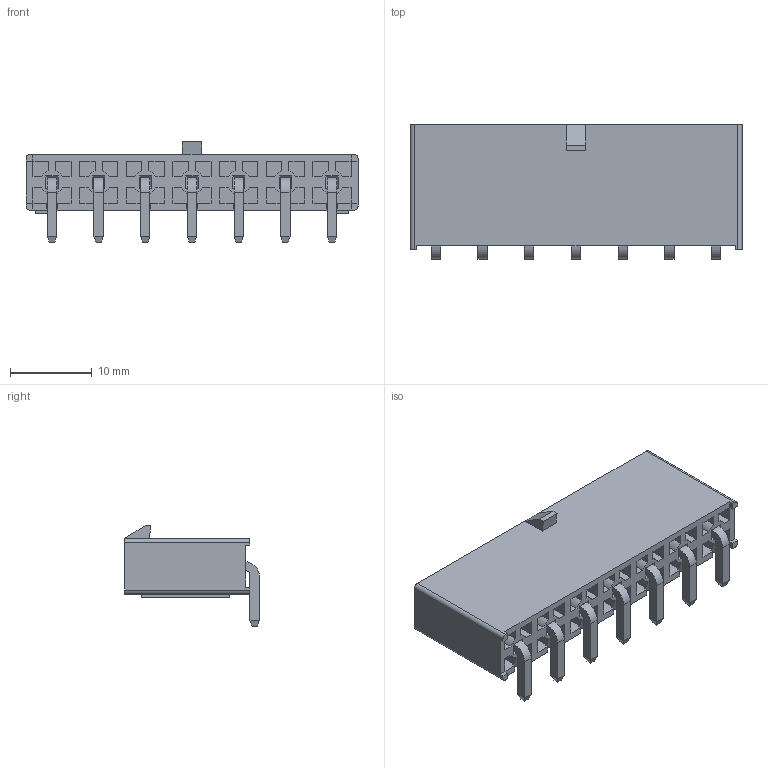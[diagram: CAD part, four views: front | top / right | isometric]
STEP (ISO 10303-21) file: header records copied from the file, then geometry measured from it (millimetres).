
FILE_DESCRIPTION(/* description */ ('Unknown'),/* implementation_level */ '2;1');
FILE_NAME(/* name */ 'J_Wurth_WR-MPC5_657007130101',/* time_stamp */ '2025-07-09T17:13:34+08:00',/* author */ ('Unknown'),/* organization */ ('Unknown'),/* preprocessor_version */ 'ST-DEVELOPER v19.4',/* originating_system */ 'Solid Edge',/* authorisation */ 'Unknown');
FILE_SCHEMA (('AUTOMOTIVE_DESIGN {1 0 10303 214 3 1 1}'));
Length unit declared in the file: millimetre
Products named in the file (2): J_Wurth_WR-MPC5_657007130101
Assembly tree (1 placements, depth 2):
  J_Wurth_WR-MPC5_657007130101
    J_Wurth_WR-MPC5_657007130101
Bounding box: 40.55 x 16.44 x 12.28 mm (x, y, z)
Volume: 2023.8 mm3; surface area: 4570 mm2
Topology: 1 solids, 1 shells, 513 faces, 1254 edges, 778 vertices
Faces by surface type: plane 467, cylinder 46
Entity records: 18242 total; most frequent: CARTESIAN_POINT 2547, ORIENTED_EDGE 2508, DIRECTION 2376, EDGE_CURVE 1254, LINE 1162, VECTOR 1162, VERTEX_POINT 778, AXIS2_PLACEMENT_3D 607
